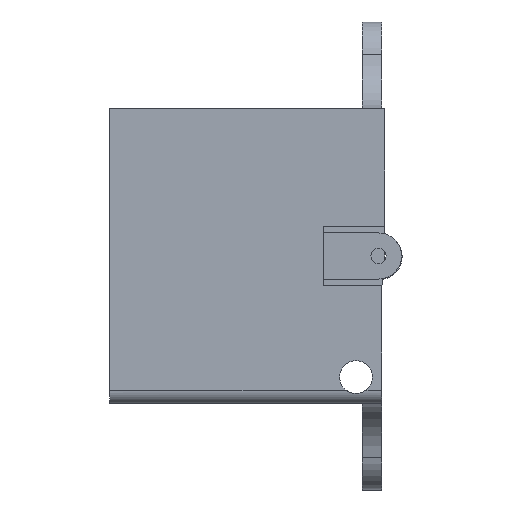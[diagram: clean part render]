
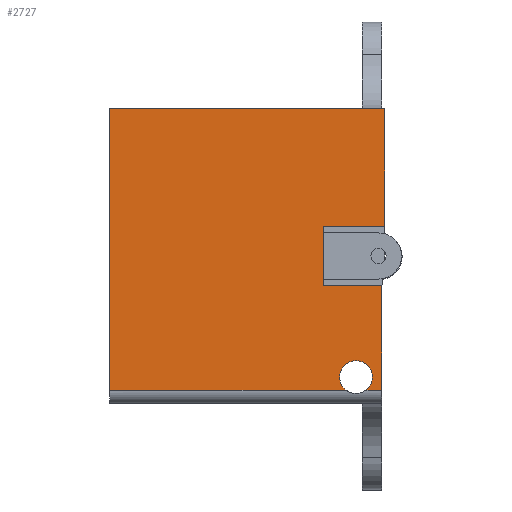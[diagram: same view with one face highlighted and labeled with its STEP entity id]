
A CAD part, front view. The second image highlights one B-rep face of the part: STEP entity #2727.
In plain terms, the highlighted planar face has unit normal (0, -1, 0).
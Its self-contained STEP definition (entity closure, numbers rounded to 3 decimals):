
#277=LINE('',#5115,#580);
#279=LINE('',#5122,#582);
#280=LINE('',#5125,#583);
#304=LINE('',#5182,#607);
#305=LINE('',#5184,#608);
#306=LINE('',#5186,#609);
#307=LINE('',#5188,#610);
#308=LINE('',#5190,#611);
#309=LINE('',#5191,#612);
#580=VECTOR('',#3446,10.);
#582=VECTOR('',#3452,10.);
#583=VECTOR('',#3455,10.);
#607=VECTOR('',#3491,10.);
#608=VECTOR('',#3492,10.);
#609=VECTOR('',#3493,10.);
#610=VECTOR('',#3494,10.);
#611=VECTOR('',#3495,10.);
#612=VECTOR('',#3496,10.);
#809=FACE_OUTER_BOUND('',#971,.T.);
#971=EDGE_LOOP('',(#2180,#2181,#2182,#2183,#2184,#2185,#2186,#2187,#2188,
#2189,#2190));
#1077=CIRCLE('',#2951,1.25);
#1078=CIRCLE('',#2952,1.25);
#1246=VERTEX_POINT('',#5101);
#1247=VERTEX_POINT('',#5102);
#1248=VERTEX_POINT('',#5114);
#1251=VERTEX_POINT('',#5120);
#1252=VERTEX_POINT('',#5124);
#1278=VERTEX_POINT('',#5178);
#1279=VERTEX_POINT('',#5181);
#1280=VERTEX_POINT('',#5183);
#1281=VERTEX_POINT('',#5185);
#1282=VERTEX_POINT('',#5187);
#1283=VERTEX_POINT('',#5189);
#1567=EDGE_CURVE('',#1247,#1248,#277,.T.);
#1571=EDGE_CURVE('',#1251,#1246,#279,.T.);
#1572=EDGE_CURVE('',#1252,#1248,#280,.F.);
#1599=EDGE_CURVE('',#1247,#1278,#1077,.T.);
#1600=EDGE_CURVE('',#1278,#1246,#1078,.T.);
#1601=EDGE_CURVE('',#1251,#1279,#304,.T.);
#1602=EDGE_CURVE('',#1279,#1280,#305,.T.);
#1603=EDGE_CURVE('',#1280,#1281,#306,.T.);
#1604=EDGE_CURVE('',#1281,#1282,#307,.T.);
#1605=EDGE_CURVE('',#1282,#1283,#308,.T.);
#1606=EDGE_CURVE('',#1283,#1252,#309,.T.);
#2180=ORIENTED_EDGE('',*,*,#1567,.F.);
#2181=ORIENTED_EDGE('',*,*,#1599,.T.);
#2182=ORIENTED_EDGE('',*,*,#1600,.T.);
#2183=ORIENTED_EDGE('',*,*,#1571,.F.);
#2184=ORIENTED_EDGE('',*,*,#1601,.T.);
#2185=ORIENTED_EDGE('',*,*,#1602,.T.);
#2186=ORIENTED_EDGE('',*,*,#1603,.T.);
#2187=ORIENTED_EDGE('',*,*,#1604,.T.);
#2188=ORIENTED_EDGE('',*,*,#1605,.T.);
#2189=ORIENTED_EDGE('',*,*,#1606,.T.);
#2190=ORIENTED_EDGE('',*,*,#1572,.T.);
#2604=PLANE('',#2950);
#2727=ADVANCED_FACE('',(#809),#2604,.F.);
#2950=AXIS2_PLACEMENT_3D('',#5177,#3485,#3486);
#2951=AXIS2_PLACEMENT_3D('',#5179,#3487,#3488);
#2952=AXIS2_PLACEMENT_3D('',#5180,#3489,#3490);
#3446=DIRECTION('',(-1.,0.,0.));
#3452=DIRECTION('',(-1.,0.,0.));
#3455=DIRECTION('',(0.,0.,1.));
#3485=DIRECTION('center_axis',(0.,1.,0.));
#3486=DIRECTION('ref_axis',(0.,0.,1.));
#3487=DIRECTION('center_axis',(0.,1.,0.));
#3488=DIRECTION('ref_axis',(1.,0.,0.));
#3489=DIRECTION('center_axis',(0.,1.,0.));
#3490=DIRECTION('ref_axis',(1.,0.,0.));
#3491=DIRECTION('',(0.,0.,1.));
#3492=DIRECTION('',(-1.,0.,0.));
#3493=DIRECTION('',(0.,0.,1.));
#3494=DIRECTION('',(1.,0.,0.));
#3495=DIRECTION('',(0.,0.,1.));
#3496=DIRECTION('',(-1.,0.,0.));
#5101=CARTESIAN_POINT('',(9.763,-38.345,-10.2));
#5102=CARTESIAN_POINT('',(8.263,-38.345,-10.2));
#5114=CARTESIAN_POINT('',(-9.7,-38.345,-10.2));
#5115=CARTESIAN_POINT('',(0.,-38.345,-10.2));
#5120=CARTESIAN_POINT('',(10.972,-38.345,-10.2));
#5122=CARTESIAN_POINT('',(0.,-38.345,-10.2));
#5124=CARTESIAN_POINT('',(-9.7,-38.345,11.2));
#5125=CARTESIAN_POINT('',(-9.7,-38.345,-4.85));
#5177=CARTESIAN_POINT('Origin',(0.,-38.345,0.));
#5178=CARTESIAN_POINT('',(7.763,-38.345,-9.2));
#5179=CARTESIAN_POINT('Origin',(9.013,-38.345,-9.2));
#5180=CARTESIAN_POINT('Origin',(9.013,-38.345,-9.2));
#5181=CARTESIAN_POINT('',(10.972,-38.345,-2.248));
#5182=CARTESIAN_POINT('',(10.972,-38.345,-11.2));
#5183=CARTESIAN_POINT('',(6.521,-38.345,-2.248));
#5184=CARTESIAN_POINT('',(3.261,-38.345,-2.248));
#5185=CARTESIAN_POINT('',(6.521,-38.345,2.252));
#5186=CARTESIAN_POINT('',(6.521,-38.345,1.126));
#5187=CARTESIAN_POINT('',(11.2,-38.345,2.252));
#5188=CARTESIAN_POINT('',(6.806,-38.345,2.252));
#5189=CARTESIAN_POINT('',(11.2,-38.345,11.2));
#5190=CARTESIAN_POINT('',(11.2,-38.345,4.85));
#5191=CARTESIAN_POINT('',(-4.85,-38.345,11.2));
